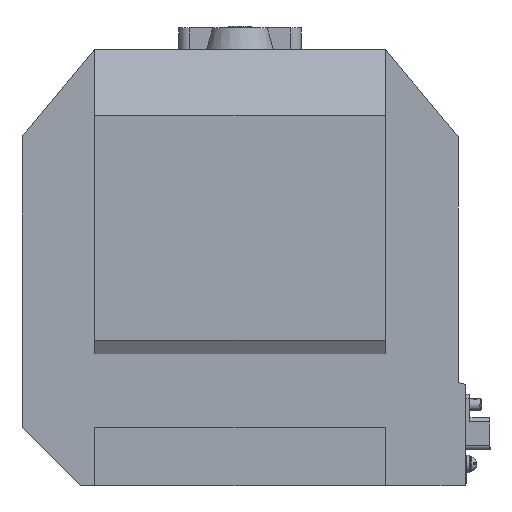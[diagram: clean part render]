
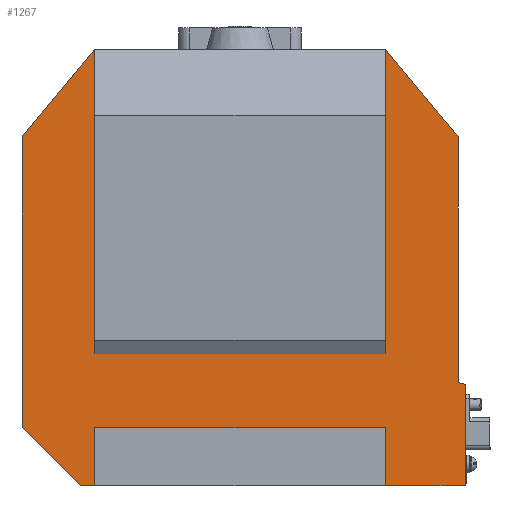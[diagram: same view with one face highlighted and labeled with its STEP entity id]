
A CAD part, front view. The second image highlights one B-rep face of the part: STEP entity #1267.
In plain terms, the highlighted planar face has unit normal (0, -1, 0).
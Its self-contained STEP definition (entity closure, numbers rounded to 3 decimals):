
#1267=ADVANCED_FACE('',(#9164),#9166,.T.);
#9164=FACE_BOUND('',#9165,.T.);
#9165=EDGE_LOOP('',(#15643,#15644,#15645,#15646,#15647,#15648,#15649,#15650,#15651,
#15652,#15653,#15654,#15655,#15656,#15657));
#9166=PLANE('',#9167);
#9167=AXIS2_PLACEMENT_3D('',#9168,#9169,#9170);
#9168=CARTESIAN_POINT('',(150.,-70.,150.));
#9169=DIRECTION('',(0.,-1.,0.));
#9170=DIRECTION('',(-1.,0.,0.));
#15643=ORIENTED_EDGE('',*,*,#20332,.T.);
#15644=ORIENTED_EDGE('',*,*,#20333,.T.);
#15645=ORIENTED_EDGE('',*,*,#20334,.F.);
#15646=ORIENTED_EDGE('',*,*,#20335,.F.);
#15647=ORIENTED_EDGE('',*,*,#20336,.T.);
#15648=ORIENTED_EDGE('',*,*,#20337,.T.);
#15649=ORIENTED_EDGE('',*,*,#20338,.T.);
#15650=ORIENTED_EDGE('',*,*,#20339,.F.);
#15651=ORIENTED_EDGE('',*,*,#20340,.F.);
#15652=ORIENTED_EDGE('',*,*,#20341,.T.);
#15653=ORIENTED_EDGE('',*,*,#20342,.T.);
#15654=ORIENTED_EDGE('',*,*,#20343,.F.);
#15655=ORIENTED_EDGE('',*,*,#20344,.T.);
#15656=ORIENTED_EDGE('',*,*,#20315,.T.);
#15657=ORIENTED_EDGE('',*,*,#20302,.F.);
#20302=EDGE_CURVE('',#22390,#22386,#22392,.T.);
#20315=EDGE_CURVE('',#22413,#22386,#22414,.T.);
#20332=EDGE_CURVE('',#22390,#22443,#22445,.F.);
#20333=EDGE_CURVE('',#22443,#22446,#22447,.T.);
#20334=EDGE_CURVE('',#22448,#22446,#22449,.T.);
#20335=EDGE_CURVE('',#22450,#22448,#22451,.T.);
#20336=EDGE_CURVE('',#22450,#22452,#22453,.F.);
#20337=EDGE_CURVE('',#22452,#22454,#22455,.T.);
#20338=EDGE_CURVE('',#22454,#22456,#22457,.F.);
#20339=EDGE_CURVE('',#22458,#22456,#22459,.T.);
#20340=EDGE_CURVE('',#22460,#22458,#22461,.T.);
#20341=EDGE_CURVE('',#22460,#22462,#22463,.T.);
#20342=EDGE_CURVE('',#22462,#22464,#22465,.T.);
#20343=EDGE_CURVE('',#22466,#22464,#22467,.T.);
#20344=EDGE_CURVE('',#22466,#22413,#22468,.T.);
#22386=VERTEX_POINT('',#25872);
#22390=VERTEX_POINT('',#25880);
#22392=LINE('',#25884,#25885);
#22413=VERTEX_POINT('',#25931);
#22414=LINE('',#25932,#25933);
#22443=VERTEX_POINT('',#25993);
#22445=LINE('',#25997,#25998);
#22446=VERTEX_POINT('',#26000);
#22447=LINE('',#26001,#26002);
#22448=VERTEX_POINT('',#26004);
#22449=LINE('',#26005,#26006);
#22450=VERTEX_POINT('',#26008);
#22451=LINE('',#26009,#26010);
#22452=VERTEX_POINT('',#26012);
#22453=LINE('',#26013,#26014);
#22454=VERTEX_POINT('',#26016);
#22455=LINE('',#26017,#26018);
#22456=VERTEX_POINT('',#26020);
#22457=LINE('',#26021,#26022);
#22458=VERTEX_POINT('',#26024);
#22459=LINE('',#26025,#26026);
#22460=VERTEX_POINT('',#26028);
#22461=LINE('',#26029,#26030);
#22462=VERTEX_POINT('',#26032);
#22463=LINE('',#26033,#26034);
#22464=VERTEX_POINT('',#26036);
#22465=LINE('',#26037,#26038);
#22466=VERTEX_POINT('',#26040);
#22467=LINE('',#26041,#26042);
#22468=LINE('',#26044,#26045);
#25872=CARTESIAN_POINT('',(150.,-70.,-79.));
#25880=CARTESIAN_POINT('',(150.,-70.,90.));
#25884=CARTESIAN_POINT('',(150.,-70.,90.));
#25885=VECTOR('',#25886,1.);
#25886=DIRECTION('',(0.,0.,-1.));
#25931=CARTESIAN_POINT('',(155.,-70.,-80.34));
#25932=CARTESIAN_POINT('',(155.,-70.,-80.34));
#25933=VECTOR('',#25934,1.);
#25934=DIRECTION('',(-0.966,0.,0.259));
#25993=CARTESIAN_POINT('',(100.,-70.,150.));
#25997=CARTESIAN_POINT('',(100.,-70.,150.));
#25998=VECTOR('',#25999,1.);
#25999=DIRECTION('',(0.64,0.,-0.768));
#26000=CARTESIAN_POINT('',(100.,-70.,-59.378));
#26001=CARTESIAN_POINT('',(100.,-70.,150.));
#26002=VECTOR('',#26003,1.);
#26003=DIRECTION('',(0.,0.,-1.));
#26004=CARTESIAN_POINT('',(-100.,-70.,-59.378));
#26005=CARTESIAN_POINT('',(-100.,-70.,-59.378));
#26006=VECTOR('',#26007,1.);
#26007=DIRECTION('',(1.,0.,0.));
#26008=CARTESIAN_POINT('',(-100.,-70.,150.));
#26009=CARTESIAN_POINT('',(-100.,-70.,150.));
#26010=VECTOR('',#26011,1.);
#26011=DIRECTION('',(0.,0.,-1.));
#26012=CARTESIAN_POINT('',(-150.,-70.,90.));
#26013=CARTESIAN_POINT('',(-150.,-70.,90.));
#26014=VECTOR('',#26015,1.);
#26015=DIRECTION('',(0.64,0.,0.768));
#26016=CARTESIAN_POINT('',(-150.,-70.,-110.));
#26017=CARTESIAN_POINT('',(-150.,-70.,90.));
#26018=VECTOR('',#26019,1.);
#26019=DIRECTION('',(0.,0.,-1.));
#26020=CARTESIAN_POINT('',(-110.,-70.,-150.));
#26021=CARTESIAN_POINT('',(-110.,-70.,-150.));
#26022=VECTOR('',#26023,1.);
#26023=DIRECTION('',(-0.707,0.,0.707));
#26024=CARTESIAN_POINT('',(-100.,-70.,-150.));
#26025=CARTESIAN_POINT('',(-100.,-70.,-150.));
#26026=VECTOR('',#26027,1.);
#26027=DIRECTION('',(-1.,0.,0.));
#26028=CARTESIAN_POINT('',(-100.,-70.,-110.));
#26029=CARTESIAN_POINT('',(-100.,-70.,-110.));
#26030=VECTOR('',#26031,1.);
#26031=DIRECTION('',(0.,0.,-1.));
#26032=CARTESIAN_POINT('',(100.,-70.,-110.));
#26033=CARTESIAN_POINT('',(-100.,-70.,-110.));
#26034=VECTOR('',#26035,1.);
#26035=DIRECTION('',(1.,0.,0.));
#26036=CARTESIAN_POINT('',(100.,-70.,-150.));
#26037=CARTESIAN_POINT('',(100.,-70.,-110.));
#26038=VECTOR('',#26039,1.);
#26039=DIRECTION('',(0.,0.,-1.));
#26040=CARTESIAN_POINT('',(155.,-70.,-150.));
#26041=CARTESIAN_POINT('',(155.,-70.,-150.));
#26042=VECTOR('',#26043,1.);
#26043=DIRECTION('',(-1.,0.,0.));
#26044=CARTESIAN_POINT('',(155.,-70.,-150.));
#26045=VECTOR('',#26046,1.);
#26046=DIRECTION('',(0.,0.,1.));
